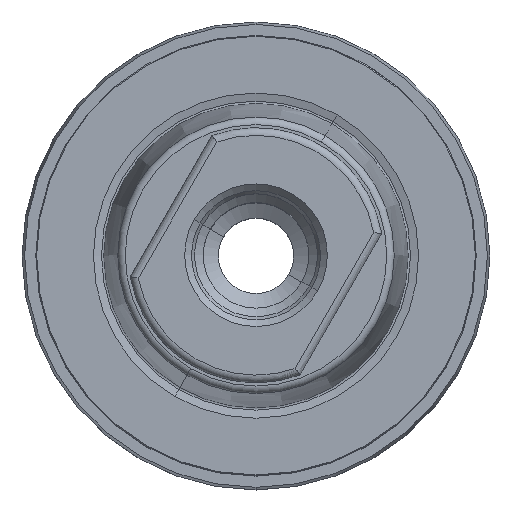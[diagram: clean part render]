
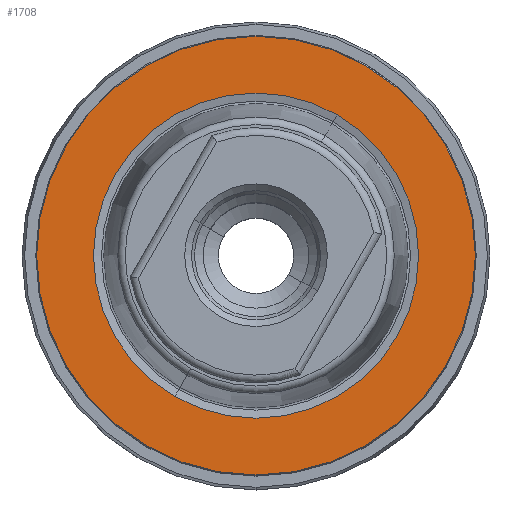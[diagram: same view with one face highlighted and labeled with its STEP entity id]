
A CAD part, top view. The second image highlights one B-rep face of the part: STEP entity #1708.
In plain terms, the highlighted planar face has unit normal (0, 0, 1).
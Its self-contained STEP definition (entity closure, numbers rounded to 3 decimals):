
#510=CARTESIAN_POINT('',(0.,0.,0.));
#511=DIRECTION('',(0.,0.,-1.));
#512=DIRECTION('',(-0.5,-0.866,0.));
#513=AXIS2_PLACEMENT_3D('',#510,#511,#512);
#532=CARTESIAN_POINT('',(0.,0.,0.));
#533=DIRECTION('',(0.,0.,1.));
#534=DIRECTION('',(-0.5,-0.866,0.));
#535=AXIS2_PLACEMENT_3D('',#532,#533,#534);
#540=CARTESIAN_POINT('',(0.,0.,0.));
#541=DIRECTION('',(0.,0.,-1.));
#542=DIRECTION('',(0.,1.,0.));
#543=AXIS2_PLACEMENT_3D('',#540,#541,#542);
#548=CARTESIAN_POINT('',(0.,0.,0.));
#549=DIRECTION('',(0.,0.,-1.));
#550=DIRECTION('',(0.,-1.,0.));
#551=AXIS2_PLACEMENT_3D('',#548,#549,#550);
#1046=CARTESIAN_POINT('',(-5.388,-9.332,0.));
#1048=VERTEX_POINT('',#1046);
#1056=CARTESIAN_POINT('',(5.388,9.332,0.));
#1058=VERTEX_POINT('',#1056);
#1156=CARTESIAN_POINT('',(0.,14.542,0.));
#1157=VERTEX_POINT('',#1156);
#1158=CARTESIAN_POINT('',(0.,-14.542,0.));
#1159=VERTEX_POINT('',#1158);
#1693=CARTESIAN_POINT('',(0.,0.,0.));
#1694=DIRECTION('',(0.,0.,-1.));
#1695=DIRECTION('',(0.5,0.866,0.));
#1696=AXIS2_PLACEMENT_3D('',#1693,#1694,#1695);
#1697=PLANE('',#1696);
#1699=ORIENTED_EDGE('',*,*,#1698,.T.);
#1701=ORIENTED_EDGE('',*,*,#1700,.T.);
#1702=EDGE_LOOP('',(#1699,#1701));
#1703=FACE_OUTER_BOUND('',#1702,.F.);
#1704=ORIENTED_EDGE('',*,*,#1672,.F.);
#1705=ORIENTED_EDGE('',*,*,#1688,.T.);
#1706=EDGE_LOOP('',(#1704,#1705));
#1707=FACE_BOUND('',#1706,.F.);
#514=CIRCLE('',#513,10.776);
#536=CIRCLE('',#535,10.776);
#544=CIRCLE('',#543,14.542);
#552=CIRCLE('',#551,14.542);
#1672=EDGE_CURVE('',#1048,#1058,#514,.T.);
#1688=EDGE_CURVE('',#1048,#1058,#536,.T.);
#1698=EDGE_CURVE('',#1157,#1159,#544,.T.);
#1700=EDGE_CURVE('',#1159,#1157,#552,.T.);
#1708=ADVANCED_FACE('',(#1703,#1707),#1697,.F.);
